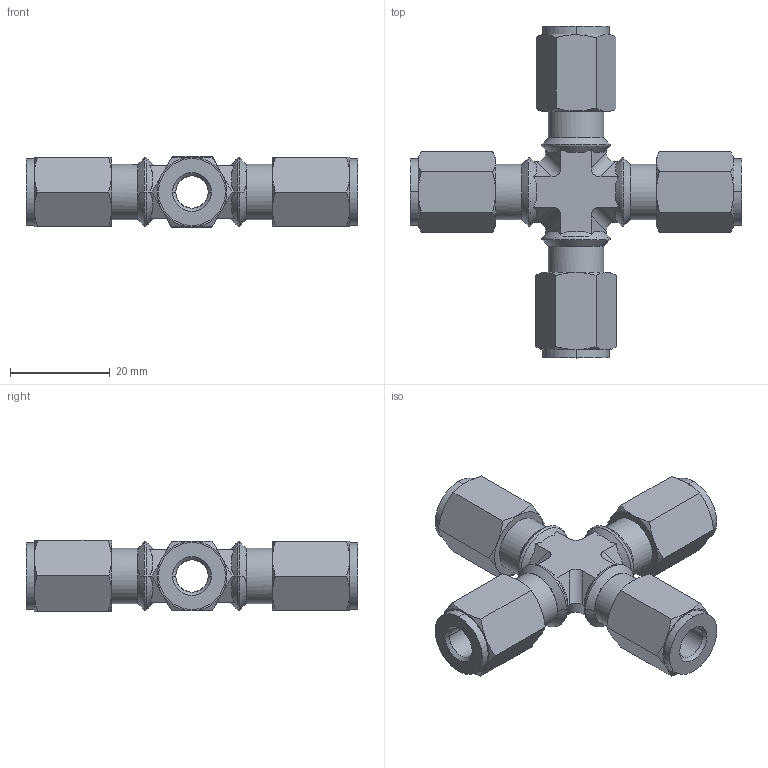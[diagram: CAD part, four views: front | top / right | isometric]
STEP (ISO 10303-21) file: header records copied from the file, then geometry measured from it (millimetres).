
FILE_DESCRIPTION((''),'2;1');
FILE_NAME('ILC30300044','2005-08-24T',('KR'),(''),'PRO/ENGINEER BY PARAMETRIC TECHNOLOGY CORPORATION, 2004290','PRO/ENGINEER BY PARAMETRIC TECHNOLOGY CORPORATION, 2004290','');
FILE_SCHEMA(('AUTOMOTIVE_DESIGN_CC2 { 1 2 10303 214 -1 1 5 2 }'));
Length unit declared in the file: inch
Products named in the file (1): ILC30300044
Bounding box: 66.55 x 66.55 x 14.27 mm (x, y, z)
Volume: 12799.2 mm3; surface area: 9052.1 mm2
Topology: 1 solids, 1 shells, 210 faces, 524 edges, 322 vertices
Faces by surface type: plane 78, cone 68, cylinder 56, torus 8
Entity records: 8401 total; most frequent: CARTESIAN_POINT 1894, ORIENTED_EDGE 1048, DIRECTION 948, PRESENTATION_STYLE_ASSIGNMENT 525, STYLED_ITEM 525, CURVE_STYLE 524, EDGE_CURVE 524, AXIS2_PLACEMENT_3D 382
